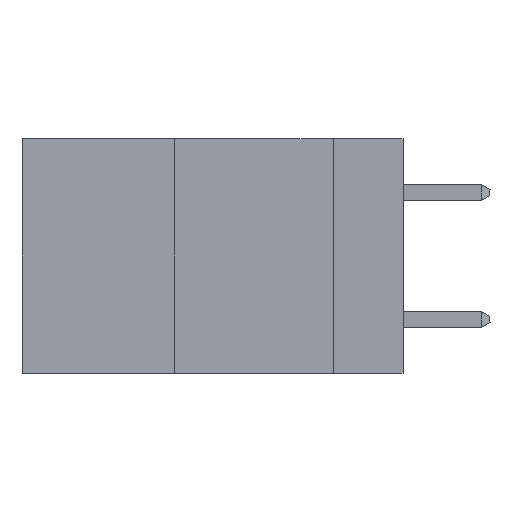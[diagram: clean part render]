
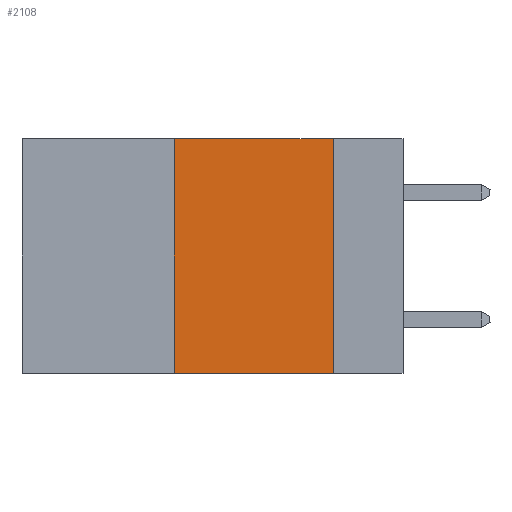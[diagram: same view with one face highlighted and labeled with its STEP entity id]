
A CAD part, left-side view. The second image highlights one B-rep face of the part: STEP entity #2108.
In plain terms, the highlighted planar face has unit normal (-1, 0, 0).
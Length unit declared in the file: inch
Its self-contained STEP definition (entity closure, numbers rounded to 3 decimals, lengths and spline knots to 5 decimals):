
#114 = LINE ( 'NONE', #8371, #1909 ) ;
#941 = VECTOR ( 'NONE', #3514, 39.37008 ) ;
#1068 = VERTEX_POINT ( 'NONE', #2955 ) ;
#1104 = DIRECTION ( 'NONE',  ( 0., -1., 0. ) ) ;
#1749 = ORIENTED_EDGE ( 'NONE', *, *, #8541, .T. ) ;
#1909 = VECTOR ( 'NONE', #7498, 39.37008 ) ;
#2014 = CARTESIAN_POINT ( 'NONE',  ( 0., 0.11, 0. ) ) ;
#2108 = ADVANCED_FACE ( 'NONE', ( #10033 ), #8974, .F. ) ;
#2318 = EDGE_CURVE ( 'NONE', #3689, #6228, #10451, .T. ) ;
#2351 = ORIENTED_EDGE ( 'NONE', *, *, #5335, .F. ) ;
#2955 = CARTESIAN_POINT ( 'NONE',  ( 0., 0.11, -0.37 ) ) ;
#3164 = CARTESIAN_POINT ( 'NONE',  ( 0., 0.36, 0. ) ) ;
#3514 = DIRECTION ( 'NONE',  ( 0., 0., 1. ) ) ;
#3689 = VERTEX_POINT ( 'NONE', #7838 ) ;
#4174 = DIRECTION ( 'NONE',  ( 0., 0., -1. ) ) ;
#4250 = LINE ( 'NONE', #8266, #6322 ) ;
#4279 = CARTESIAN_POINT ( 'NONE',  ( 0., 0.36, 0. ) ) ;
#4693 = ORIENTED_EDGE ( 'NONE', *, *, #2318, .F. ) ;
#5335 = EDGE_CURVE ( 'NONE', #8285, #1068, #114, .T. ) ;
#5936 = CARTESIAN_POINT ( 'NONE',  ( 0., 0.6, -0.37 ) ) ;
#6228 = VERTEX_POINT ( 'NONE', #4279 ) ;
#6322 = VECTOR ( 'NONE', #1104, 39.37008 ) ;
#6437 = CARTESIAN_POINT ( 'NONE',  ( 0., 0.6, 0. ) ) ;
#7498 = DIRECTION ( 'NONE',  ( 0., 0., -1. ) ) ;
#7741 = DIRECTION ( 'NONE',  ( 0., -1., 0. ) ) ;
#7838 = CARTESIAN_POINT ( 'NONE',  ( 0., 0.36, -0.37 ) ) ;
#8150 = VECTOR ( 'NONE', #7741, 39.37008 ) ;
#8209 = DIRECTION ( 'NONE',  ( 1., 0., 0. ) ) ;
#8266 = CARTESIAN_POINT ( 'NONE',  ( 0., 0.6, 0. ) ) ;
#8285 = VERTEX_POINT ( 'NONE', #2014 ) ;
#8371 = CARTESIAN_POINT ( 'NONE',  ( 0., 0.11, 0. ) ) ;
#8541 = EDGE_CURVE ( 'NONE', #3689, #1068, #10535, .T. ) ;
#8932 = EDGE_CURVE ( 'NONE', #6228, #8285, #4250, .T. ) ;
#8974 = PLANE ( 'NONE',  #10952 ) ;
#10033 = FACE_OUTER_BOUND ( 'NONE', #10812, .T. ) ;
#10439 = ORIENTED_EDGE ( 'NONE', *, *, #8932, .F. ) ;
#10451 = LINE ( 'NONE', #3164, #941 ) ;
#10535 = LINE ( 'NONE', #5936, #8150 ) ;
#10812 = EDGE_LOOP ( 'NONE', ( #2351, #10439, #4693, #1749 ) ) ;
#10952 = AXIS2_PLACEMENT_3D ( 'NONE', #6437, #8209, #4174 ) ;
